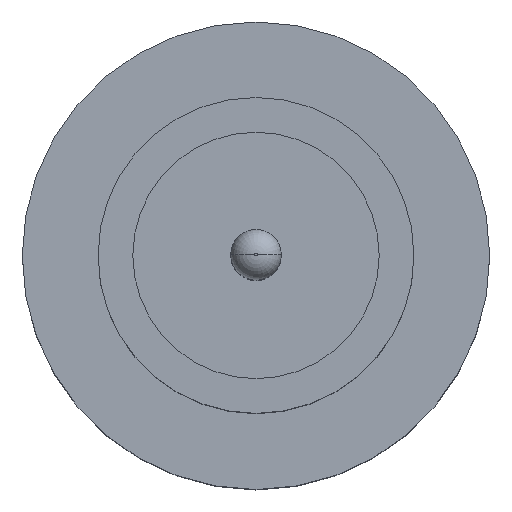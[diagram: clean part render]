
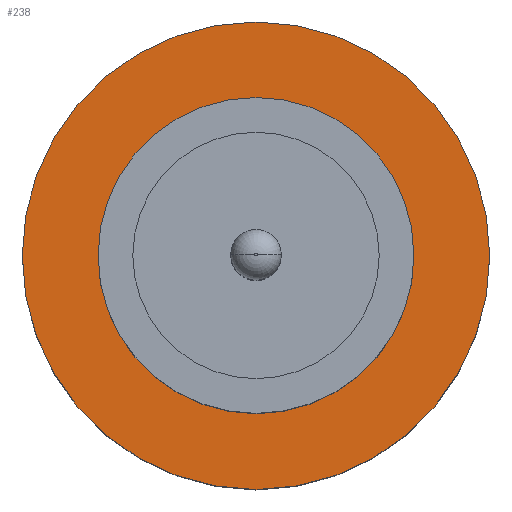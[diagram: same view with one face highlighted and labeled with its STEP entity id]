
A CAD part, top view. The second image highlights one B-rep face of the part: STEP entity #238.
In plain terms, the highlighted planar face has unit normal (0, 0, 1).
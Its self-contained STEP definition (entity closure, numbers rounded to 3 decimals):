
#18 = DIRECTION ( 'NONE',  ( 1., 0., 0. ) ) ;
#20 = DIRECTION ( 'NONE',  ( 0., 0., 1. ) ) ;
#77 = CIRCLE ( 'NONE', #748, 1.25 ) ;
#91 = CIRCLE ( 'NONE', #701, 1.85 ) ;
#130 = EDGE_CURVE ( 'NONE', #807, #426, #853, .T. ) ;
#136 = ORIENTED_EDGE ( 'NONE', *, *, #466, .F. ) ;
#150 = FACE_BOUND ( 'NONE', #872, .T. ) ;
#165 = DIRECTION ( 'NONE',  ( 1., 0., 0. ) ) ;
#166 = EDGE_LOOP ( 'NONE', ( #455, #386 ) ) ;
#183 = AXIS2_PLACEMENT_3D ( 'NONE', #420, #352, #558 ) ;
#202 = AXIS2_PLACEMENT_3D ( 'NONE', #443, #861, #165 ) ;
#238 = ADVANCED_FACE ( 'NONE', ( #150, #657 ), #857, .T. ) ;
#304 = DIRECTION ( 'NONE',  ( 0., 0., 1. ) ) ;
#333 = CARTESIAN_POINT ( 'NONE',  ( -1.25, 0., 1.55 ) ) ;
#351 = CARTESIAN_POINT ( 'NONE',  ( 0., 0., 1.55 ) ) ;
#352 = DIRECTION ( 'NONE',  ( 0., 0., 1. ) ) ;
#386 = ORIENTED_EDGE ( 'NONE', *, *, #130, .T. ) ;
#388 = AXIS2_PLACEMENT_3D ( 'NONE', #440, #304, #704 ) ;
#420 = CARTESIAN_POINT ( 'NONE',  ( 0., 0., 1.55 ) ) ;
#426 = VERTEX_POINT ( 'NONE', #795 ) ;
#440 = CARTESIAN_POINT ( 'NONE',  ( 0., 0., 1.55 ) ) ;
#443 = CARTESIAN_POINT ( 'NONE',  ( 0., 0., 1.55 ) ) ;
#453 = CIRCLE ( 'NONE', #202, 1.25 ) ;
#455 = ORIENTED_EDGE ( 'NONE', *, *, #692, .T. ) ;
#466 = EDGE_CURVE ( 'NONE', #609, #472, #77, .T. ) ;
#472 = VERTEX_POINT ( 'NONE', #333 ) ;
#553 = DIRECTION ( 'NONE',  ( 1., 0., 0. ) ) ;
#558 = DIRECTION ( 'NONE',  ( 1., 0., 0. ) ) ;
#607 = CARTESIAN_POINT ( 'NONE',  ( 0., 0., 1.55 ) ) ;
#609 = VERTEX_POINT ( 'NONE', #843 ) ;
#657 = FACE_OUTER_BOUND ( 'NONE', #166, .T. ) ;
#692 = EDGE_CURVE ( 'NONE', #426, #807, #91, .T. ) ;
#701 = AXIS2_PLACEMENT_3D ( 'NONE', #351, #20, #18 ) ;
#704 = DIRECTION ( 'NONE',  ( 1., 0., 0. ) ) ;
#733 = EDGE_CURVE ( 'NONE', #472, #609, #453, .T. ) ;
#746 = DIRECTION ( 'NONE',  ( 0., 0., 1. ) ) ;
#748 = AXIS2_PLACEMENT_3D ( 'NONE', #607, #746, #553 ) ;
#787 = CARTESIAN_POINT ( 'NONE',  ( 1.85, 0., 1.55 ) ) ;
#795 = CARTESIAN_POINT ( 'NONE',  ( -1.85, 0., 1.55 ) ) ;
#807 = VERTEX_POINT ( 'NONE', #787 ) ;
#843 = CARTESIAN_POINT ( 'NONE',  ( 1.25, 0., 1.55 ) ) ;
#853 = CIRCLE ( 'NONE', #183, 1.85 ) ;
#857 = PLANE ( 'NONE',  #388 ) ;
#861 = DIRECTION ( 'NONE',  ( 0., 0., 1. ) ) ;
#872 = EDGE_LOOP ( 'NONE', ( #136, #903 ) ) ;
#903 = ORIENTED_EDGE ( 'NONE', *, *, #733, .F. ) ;
